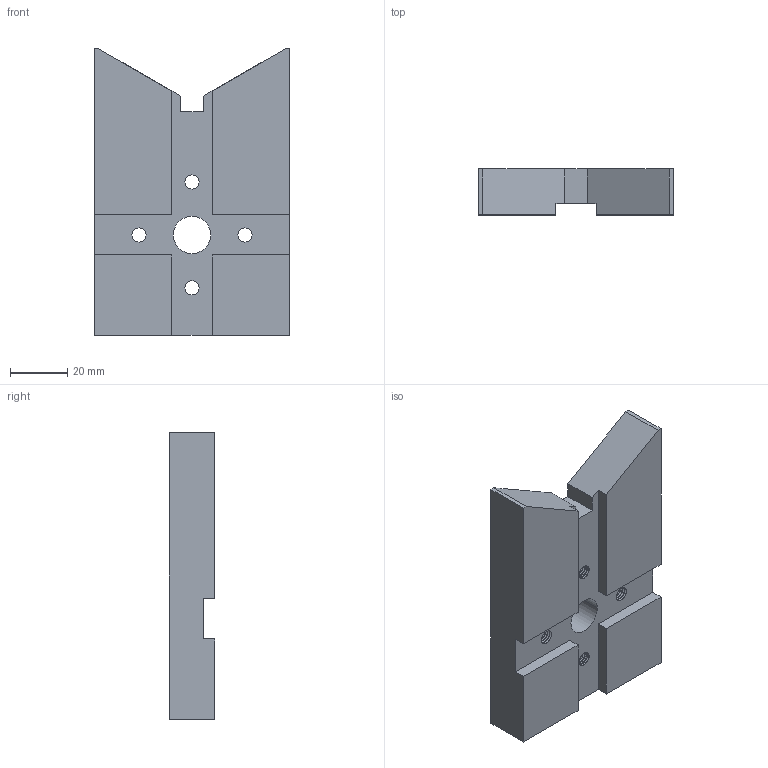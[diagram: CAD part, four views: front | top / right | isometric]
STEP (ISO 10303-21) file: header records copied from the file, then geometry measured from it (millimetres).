
FILE_DESCRIPTION(('STEP AP214'),'1');
FILE_NAME(' ',' ',('TraceParts'),('TraceParts S.A.'),'XStep 1.0',' ',' ');
FILE_SCHEMA(('automotive_design'));
Length unit declared in the file: millimetre
Products named in the file (1): 1
Bounding box: 68 x 16 x 100 mm (x, y, z)
Volume: 88207.8 mm3; surface area: 20149.6 mm2
Topology: 1 solids, 1 shells, 514 faces, 1056 edges, 544 vertices
Faces by surface type: torus 192, cone 192, cylinder 106, plane 24
Entity records: 25448 total; most frequent: DIRECTION 2778, STYLED_ITEM 2115, PRESENTATION_STYLE_ASSIGNMENT 2115, CARTESIAN_POINT 2115, COLOUR_RGB 2115, ORIENTED_EDGE 2112, AXIS2_PLACEMENT_3D 1207, EDGE_CURVE 1056
